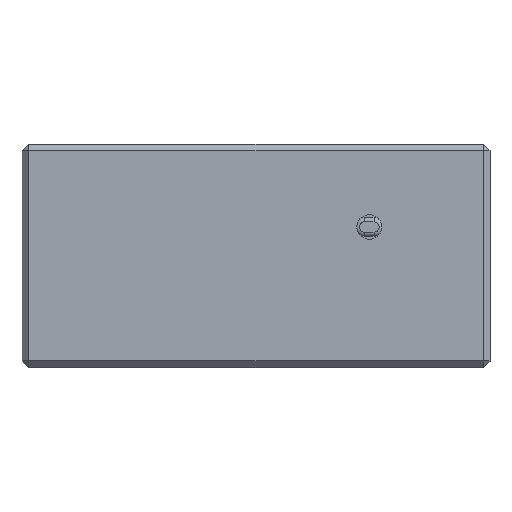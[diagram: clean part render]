
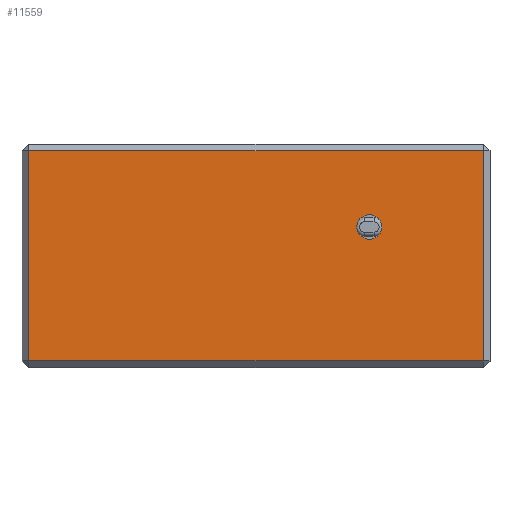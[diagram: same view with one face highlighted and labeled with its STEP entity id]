
A CAD part, top view. The second image highlights one B-rep face of the part: STEP entity #11559.
In plain terms, the highlighted planar face has unit normal (0, 0, 1).
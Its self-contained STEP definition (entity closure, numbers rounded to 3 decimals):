
#327=FACE_BOUND('',#2026,.T.);
#753=PLANE('',#12781);
#1329=FACE_OUTER_BOUND('',#2025,.T.);
#2025=EDGE_LOOP('',(#10807,#10808,#10809,#10810));
#2026=EDGE_LOOP('',(#10811));
#3145=LINE('',#19801,#4269);
#3149=LINE('',#19809,#4273);
#3150=LINE('',#19811,#4274);
#3151=LINE('',#19813,#4275);
#4269=VECTOR('',#16012,10.);
#4273=VECTOR('',#16022,10.);
#4274=VECTOR('',#16025,10.);
#4275=VECTOR('',#16028,10.);
#4734=CIRCLE('',#12732,1.5);
#5854=VERTEX_POINT('',#19702);
#5877=VERTEX_POINT('',#19784);
#5879=VERTEX_POINT('',#19790);
#5880=VERTEX_POINT('',#19794);
#5882=VERTEX_POINT('',#19805);
#7480=EDGE_CURVE('',#5854,#5854,#4734,.T.);
#7525=EDGE_CURVE('',#5880,#5877,#3145,.T.);
#7529=EDGE_CURVE('',#5879,#5882,#3149,.T.);
#7530=EDGE_CURVE('',#5882,#5880,#3150,.T.);
#7531=EDGE_CURVE('',#5877,#5879,#3151,.T.);
#10807=ORIENTED_EDGE('',*,*,#7529,.F.);
#10808=ORIENTED_EDGE('',*,*,#7531,.F.);
#10809=ORIENTED_EDGE('',*,*,#7525,.F.);
#10810=ORIENTED_EDGE('',*,*,#7530,.F.);
#10811=ORIENTED_EDGE('',*,*,#7480,.T.);
#11559=ADVANCED_FACE('',(#1329,#327),#753,.T.);
#12732=AXIS2_PLACEMENT_3D('',#19704,#15900,#15901);
#12781=AXIS2_PLACEMENT_3D('',#19817,#16034,#16035);
#15900=DIRECTION('center_axis',(0.,0.,-1.));
#15901=DIRECTION('ref_axis',(-1.,0.,0.));
#16012=DIRECTION('',(1.,0.,0.));
#16022=DIRECTION('',(-1.,0.,0.));
#16025=DIRECTION('',(0.,1.,0.));
#16028=DIRECTION('',(0.,-1.,0.));
#16034=DIRECTION('center_axis',(0.,0.,1.));
#16035=DIRECTION('ref_axis',(1.,0.,0.));
#19702=CARTESIAN_POINT('',(16.,3.5,10.));
#19704=CARTESIAN_POINT('Origin',(14.5,3.5,10.));
#19784=CARTESIAN_POINT('',(28.3,12.7,10.));
#19790=CARTESIAN_POINT('',(28.3,-12.7,10.));
#19794=CARTESIAN_POINT('',(-26.7,12.7,10.));
#19801=CARTESIAN_POINT('',(-12.35,12.7,10.));
#19805=CARTESIAN_POINT('',(-26.7,-12.7,10.));
#19809=CARTESIAN_POINT('',(13.95,-12.7,10.));
#19811=CARTESIAN_POINT('',(-26.7,-5.75,10.));
#19813=CARTESIAN_POINT('',(28.3,5.75,10.));
#19817=CARTESIAN_POINT('Origin',(0.8,0.,
10.));
